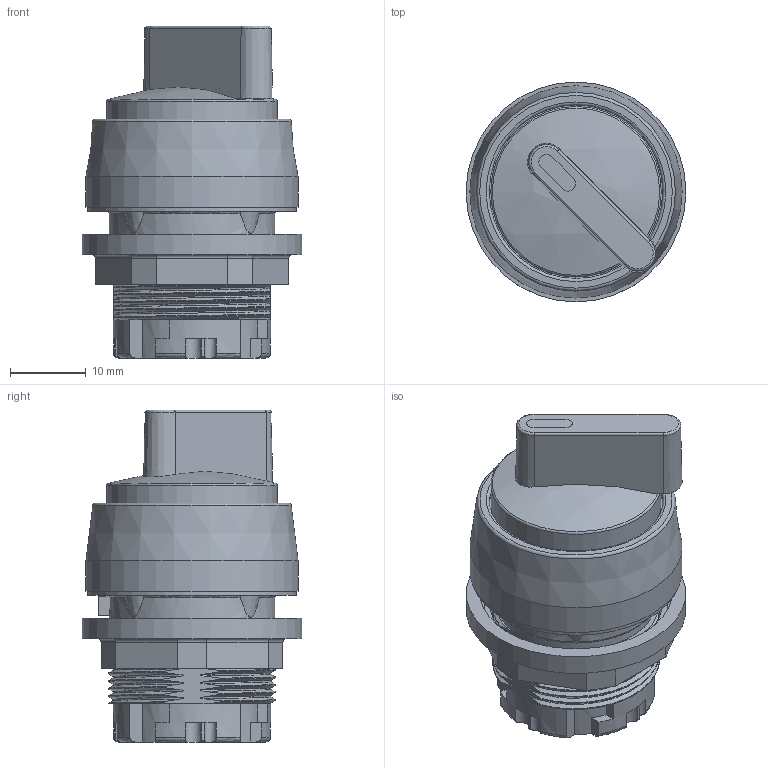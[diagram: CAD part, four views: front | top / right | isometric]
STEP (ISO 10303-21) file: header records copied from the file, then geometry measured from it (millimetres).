
FILE_DESCRIPTION(/* description */ (''),/* implementation_level */ '2;1');
FILE_NAME(/* name */ 'RWA_ipt.stp',/* time_stamp */ '2015-10-29T15:22:18+01:00',/* author */ ('thagel'),/* organization */ (''),/* preprocessor_version */ 'ST-DEVELOPER v15.2',/* originating_system */ 'Autodesk Inventor 2014',/* authorisation */ '');
FILE_SCHEMA (('AUTOMOTIVE_DESIGN { 1 0 10303 214 3 1 1 }'));
Length unit declared in the file: centimetre
Products named in the file (1): 3D-Zeichnungen vereinfacht für Kunden
Bounding box: 29 x 29 x 43.8 mm (x, y, z)
Volume: 16555.9 mm3; surface area: 8444.6 mm2
Topology: 1 solids, 28 shells, 436 faces, 1110 edges, 723 vertices
Faces by surface type: plane 201, cylinder 123, bspline 68, torus 32, cone 11, sphere 1
Full cylindrical faces by diameter (mm): 2.636 x4, 3.5 x1, 18.012 x1, 18.6 x1, 19.95 x1, 20.25 x1, 20.75 x1, 20.917 x1, 21.85 x1, 22.5 x1, 22.6 x1, 22.9 x1, 25.35 x1, 27.65 x1, 28 x1, 29 x1
Entity records: 20709 total; most frequent: CARTESIAN_POINT 10958, ORIENTED_EDGE 2122, DIRECTION 1786, EDGE_CURVE 1057, VERTEX_POINT 704, AXIS2_PLACEMENT_3D 658, EDGE_LOOP 481, LINE 470
